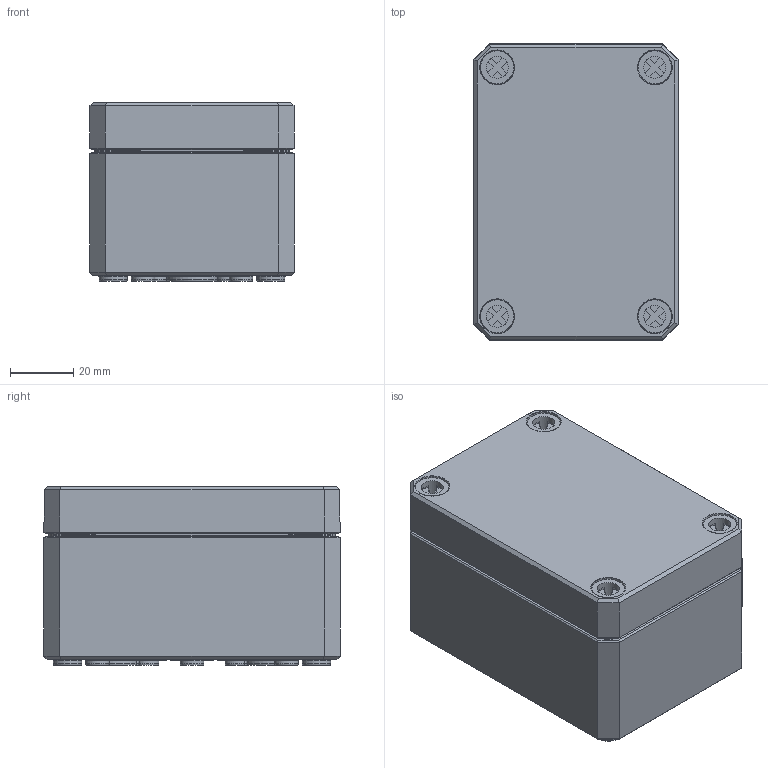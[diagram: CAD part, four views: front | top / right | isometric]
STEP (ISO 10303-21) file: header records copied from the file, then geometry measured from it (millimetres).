
FILE_DESCRIPTION(/* description */ (''),/* implementation_level */ '2;1');
FILE_NAME(/* name */ '0905109760 MBI-PC BK 090706 O.stp',/* time_stamp */ '2023-11-03T12:17:34+01:00',/* author */ ('alexander.rose'),/* organization */ (''),/* preprocessor_version */ 'ST-DEVELOPER v18.1',/* originating_system */ 'Autodesk Inventor 2022',/* authorisation */ '');
FILE_SCHEMA (('AUTOMOTIVE_DESIGN { 1 0 10303 214 3 1 1 }'));
Products named in the file (5): 0905109760 MBI-PC BK 090706 O; 0905109762-UT BK_090742 - O; 0995109761-OT BK_090715 - Index01; Schraube _ M10 x 34 _ MBI - Index01 - BK; Dichtung_0907xx
Assembly tree (7 placements, depth 2):
  0905109760 MBI-PC BK 090706 O
    0905109762-UT BK_090742 - O
    0995109761-OT BK_090715 - Index01
    Schraube _ M10 x 34 _ MBI - Index01 - BK  x4
    Dichtung_0907xx
Bounding box: 65 x 94 x 56.8 mm (x, y, z)
Volume: 97914 mm3; surface area: 72606.9 mm2
Topology: 7 solids, 7 shells, 1940 faces, 4719 edges, 2900 vertices
Faces by surface type: plane 764, bspline 396, cylinder 338, torus 260, cone 158, sphere 24
Full cylindrical faces by diameter (mm): 4.5 x4, 5 x4, 5.8 x8, 6 x2, 7 x4, 8.376 x4, 10.5 x4
Entity records: 56877 total; most frequent: CARTESIAN_POINT 17042, ORIENTED_EDGE 8538, DIRECTION 7668, EDGE_CURVE 4269, AXIS2_PLACEMENT_3D 2761, VERTEX_POINT 2618, LINE 2146, VECTOR 2146
